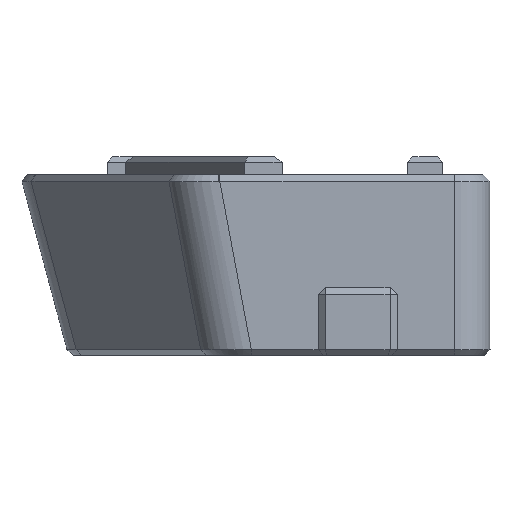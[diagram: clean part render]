
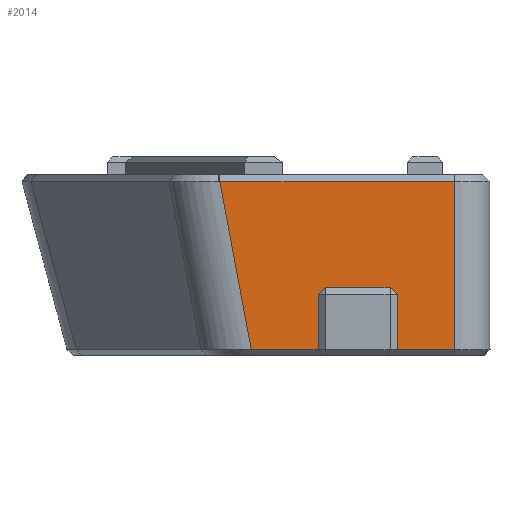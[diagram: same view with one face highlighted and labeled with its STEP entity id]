
A CAD part, front view. The second image highlights one B-rep face of the part: STEP entity #2014.
In plain terms, the highlighted planar face has unit normal (0, -1, 0).
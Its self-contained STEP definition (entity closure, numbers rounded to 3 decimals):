
#77=PLANE('',#2152);
#170=FACE_OUTER_BOUND('',#296,.T.);
#296=EDGE_LOOP('',(#1432,#1433,#1434,#1435,#1436,#1437,#1438,#1439,#1440,
#1441));
#436=LINE('',#2882,#676);
#437=LINE('',#2887,#677);
#438=LINE('',#2889,#678);
#439=LINE('',#2891,#679);
#440=LINE('',#2893,#680);
#441=LINE('',#2895,#681);
#442=LINE('',#2897,#682);
#443=LINE('',#2899,#683);
#444=LINE('',#2900,#684);
#445=LINE('',#2901,#685);
#676=VECTOR('',#2332,9.53);
#677=VECTOR('',#2337,9.692);
#678=VECTOR('',#2338,3.78);
#679=VECTOR('',#2339,3.125);
#680=VECTOR('',#2340,0.566);
#681=VECTOR('',#2341,3.68);
#682=VECTOR('',#2342,0.566);
#683=VECTOR('',#2343,3.125);
#684=VECTOR('',#2344,3.26);
#685=VECTOR('',#2345,13.308);
#950=VERTEX_POINT('',#2879);
#951=VERTEX_POINT('',#2881);
#952=VERTEX_POINT('',#2885);
#953=VERTEX_POINT('',#2886);
#954=VERTEX_POINT('',#2888);
#955=VERTEX_POINT('',#2890);
#956=VERTEX_POINT('',#2892);
#957=VERTEX_POINT('',#2894);
#958=VERTEX_POINT('',#2896);
#959=VERTEX_POINT('',#2898);
#1130=EDGE_CURVE('',#950,#951,#436,.T.);
#1132=EDGE_CURVE('',#952,#953,#437,.T.);
#1133=EDGE_CURVE('',#952,#954,#438,.T.);
#1134=EDGE_CURVE('',#954,#955,#439,.T.);
#1135=EDGE_CURVE('',#956,#955,#440,.T.);
#1136=EDGE_CURVE('',#956,#957,#441,.T.);
#1137=EDGE_CURVE('',#958,#957,#442,.T.);
#1138=EDGE_CURVE('',#958,#959,#443,.T.);
#1139=EDGE_CURVE('',#959,#951,#444,.T.);
#1140=EDGE_CURVE('',#953,#950,#445,.T.);
#1432=ORIENTED_EDGE('',*,*,#1132,.F.);
#1433=ORIENTED_EDGE('',*,*,#1133,.T.);
#1434=ORIENTED_EDGE('',*,*,#1134,.T.);
#1435=ORIENTED_EDGE('',*,*,#1135,.F.);
#1436=ORIENTED_EDGE('',*,*,#1136,.T.);
#1437=ORIENTED_EDGE('',*,*,#1137,.F.);
#1438=ORIENTED_EDGE('',*,*,#1138,.T.);
#1439=ORIENTED_EDGE('',*,*,#1139,.T.);
#1440=ORIENTED_EDGE('',*,*,#1130,.F.);
#1441=ORIENTED_EDGE('',*,*,#1140,.F.);
#2014=ADVANCED_FACE('',(#170),#77,.F.);
#2152=AXIS2_PLACEMENT_3D('',#2884,#2335,#2336);
#2332=DIRECTION('',(0.,0.,-1.));
#2335=DIRECTION('center_axis',(0.,1.,0.));
#2336=DIRECTION('ref_axis',(1.,0.,0.));
#2337=DIRECTION('',(-0.184,0.,0.983));
#2338=DIRECTION('',(1.,0.,0.));
#2339=DIRECTION('',(0.,0.,1.));
#2340=DIRECTION('',(-0.707,0.,-0.707));
#2341=DIRECTION('',(1.,0.,0.));
#2342=DIRECTION('',(-0.707,0.,0.707));
#2343=DIRECTION('',(0.,0.,-1.));
#2344=DIRECTION('',(1.,0.,0.));
#2345=DIRECTION('',(1.,0.,0.));
#2879=CARTESIAN_POINT('',(113.,62.955,72.897));
#2881=CARTESIAN_POINT('',(113.,62.955,63.367));
#2882=CARTESIAN_POINT('',(113.,62.955,72.897));
#2884=CARTESIAN_POINT('Origin',(97.467,62.955,73.297));
#2885=CARTESIAN_POINT('',(101.48,62.955,63.367));
#2886=CARTESIAN_POINT('',(99.692,62.955,72.897));
#2887=CARTESIAN_POINT('',(101.479,62.955,63.371));
#2888=CARTESIAN_POINT('',(105.26,62.955,63.367));
#2889=CARTESIAN_POINT('',(101.48,62.955,63.367));
#2890=CARTESIAN_POINT('',(105.26,62.955,66.492));
#2891=CARTESIAN_POINT('',(105.26,62.955,63.367));
#2892=CARTESIAN_POINT('',(105.66,62.955,66.892));
#2893=CARTESIAN_POINT('',(105.66,62.955,66.892));
#2894=CARTESIAN_POINT('',(109.34,62.955,66.892));
#2895=CARTESIAN_POINT('',(105.66,62.955,66.892));
#2896=CARTESIAN_POINT('',(109.74,62.955,66.492));
#2897=CARTESIAN_POINT('',(109.74,62.955,66.492));
#2898=CARTESIAN_POINT('',(109.74,62.955,63.367));
#2899=CARTESIAN_POINT('',(109.74,62.955,66.492));
#2900=CARTESIAN_POINT('',(109.74,62.955,63.367));
#2901=CARTESIAN_POINT('',(99.692,62.955,72.897));
